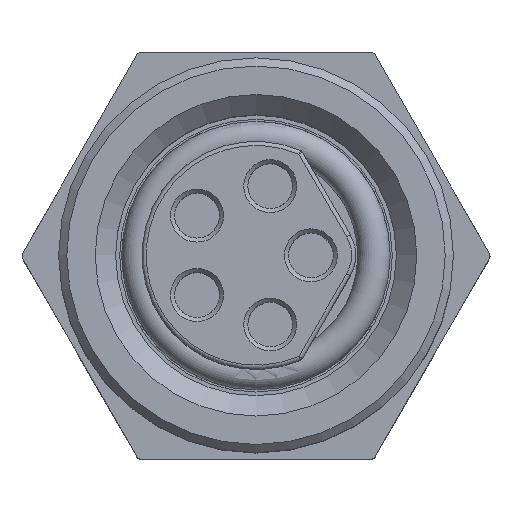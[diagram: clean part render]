
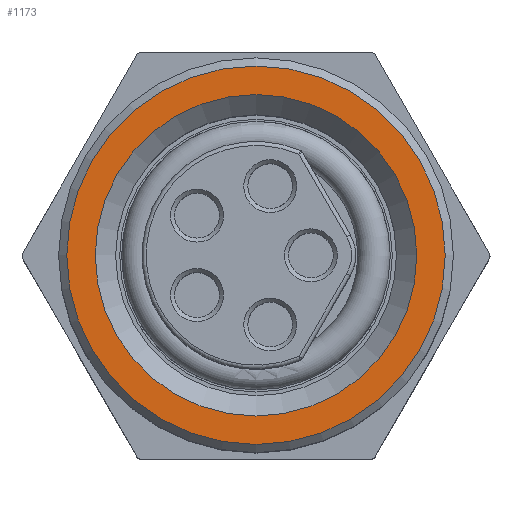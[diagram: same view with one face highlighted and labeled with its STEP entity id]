
A CAD part, top view. The second image highlights one B-rep face of the part: STEP entity #1173.
In plain terms, the highlighted planar face has unit normal (0, 0, 1).
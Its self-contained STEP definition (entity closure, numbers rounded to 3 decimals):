
#965=PLANE('',#3820);
#1037=FACE_BOUND('',#1568,.T.);
#1038=FACE_BOUND('',#1569,.T.);
#1173=ADVANCED_FACE('',(#1037,#1038),#965,.T.);
#1568=EDGE_LOOP('',(#2204));
#1569=EDGE_LOOP('',(#2205));
#2204=ORIENTED_EDGE('',*,*,#3253,.T.);
#2205=ORIENTED_EDGE('',*,*,#3254,.T.);
#2963=VERTEX_POINT('',#5146);
#2964=VERTEX_POINT('',#5148);
#3253=EDGE_CURVE('',#2963,#2963,#3623,.T.);
#3254=EDGE_CURVE('',#2964,#2964,#3624,.T.);
#3623=CIRCLE('',#3818,4.65);
#3624=CIRCLE('',#3819,3.95);
#3818=AXIS2_PLACEMENT_3D('',#5145,#4252,#4253);
#3819=AXIS2_PLACEMENT_3D('',#5147,#4254,#4255);
#3820=AXIS2_PLACEMENT_3D('',#5149,#4256,#4257);
#4252=DIRECTION('',(0.,0.,1.));
#4253=DIRECTION('',(0.,1.,0.));
#4254=DIRECTION('',(0.,0.,-1.));
#4255=DIRECTION('',(0.,1.,0.));
#4256=DIRECTION('',(0.,0.,1.));
#4257=DIRECTION('',(0.,1.,0.));
#5145=CARTESIAN_POINT('',(-110.,150.,-6.7));
#5146=CARTESIAN_POINT('',(-110.,154.65,-6.7));
#5147=CARTESIAN_POINT('',(-110.,150.,-6.7));
#5148=CARTESIAN_POINT('',(-110.,153.95,-6.7));
#5149=CARTESIAN_POINT('',(-110.,150.,-6.7));
